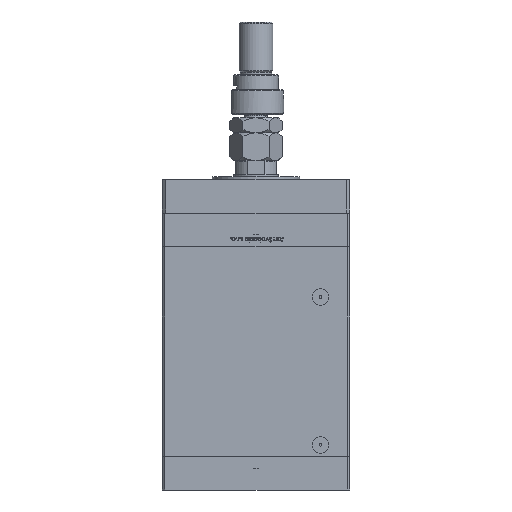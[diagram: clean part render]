
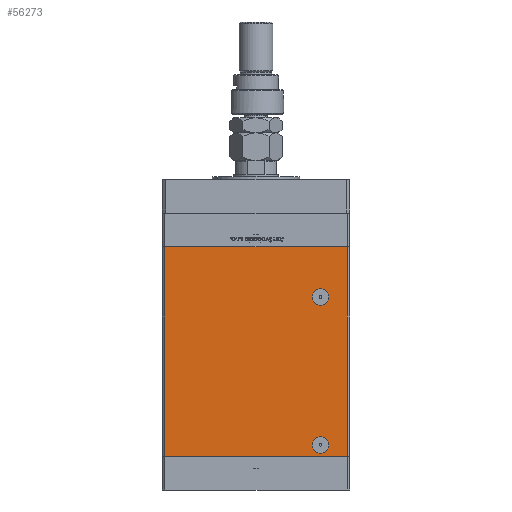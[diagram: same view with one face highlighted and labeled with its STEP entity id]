
A CAD part, front view. The second image highlights one B-rep face of the part: STEP entity #56273.
In plain terms, the highlighted planar face has unit normal (0, -1, 0).
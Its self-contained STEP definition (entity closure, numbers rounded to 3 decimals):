
#61 = DIRECTION ( 'NONE',  ( 0., -1., 0. ) ) ;
#336 = CARTESIAN_POINT ( 'NONE',  ( 51.5, -62.5, 15.58 ) ) ;
#364 = VERTEX_POINT ( 'NONE', #45886 ) ;
#1955 = DIRECTION ( 'NONE',  ( 0., 0., -1. ) ) ;
#3025 = LINE ( 'NONE', #20441, #26579 ) ;
#3172 = VERTEX_POINT ( 'NONE', #23972 ) ;
#3740 = VECTOR ( 'NONE', #46280, 1000. ) ;
#6130 = CIRCLE ( 'NONE', #38063, 6.58 ) ;
#7686 = AXIS2_PLACEMENT_3D ( 'NONE', #53325, #14218, #31654 ) ;
#9638 = VERTEX_POINT ( 'NONE', #56434 ) ;
#10454 = LINE ( 'NONE', #54127, #12609 ) ;
#11393 = CARTESIAN_POINT ( 'NONE',  ( 73., -62.5, 167. ) ) ;
#11580 = EDGE_CURVE ( 'NONE', #3172, #21422, #19746, .T. ) ;
#11582 = ORIENTED_EDGE ( 'NONE', *, *, #13035, .F. ) ;
#12609 = VECTOR ( 'NONE', #40432, 1000. ) ;
#13035 = EDGE_CURVE ( 'NONE', #14178, #18201, #3025, .T. ) ;
#14178 = VERTEX_POINT ( 'NONE', #46257 ) ;
#14218 = DIRECTION ( 'NONE',  ( 0., 1., 0. ) ) ;
#14314 = DIRECTION ( 'NONE',  ( 0., 0., -1. ) ) ;
#14622 = EDGE_LOOP ( 'NONE', ( #55080, #21775, #11582, #56378 ) ) ;
#15443 = EDGE_LOOP ( 'NONE', ( #16935, #53721 ) ) ;
#15971 = ORIENTED_EDGE ( 'NONE', *, *, #28579, .T. ) ;
#16141 = CARTESIAN_POINT ( 'NONE',  ( 73., -62.5, 0. ) ) ;
#16713 = DIRECTION ( 'NONE',  ( 1., 0., 0. ) ) ;
#16935 = ORIENTED_EDGE ( 'NONE', *, *, #32350, .F. ) ;
#18201 = VERTEX_POINT ( 'NONE', #11393 ) ;
#19540 = CIRCLE ( 'NONE', #22138, 6.58 ) ;
#19746 = LINE ( 'NONE', #38290, #3740 ) ;
#20441 = CARTESIAN_POINT ( 'NONE',  ( -73., -62.5, 167. ) ) ;
#20546 = EDGE_LOOP ( 'NONE', ( #15971, #39320 ) ) ;
#20686 = EDGE_CURVE ( 'NONE', #41163, #40691, #19540, .T. ) ;
#21422 = VERTEX_POINT ( 'NONE', #16141 ) ;
#21640 = CIRCLE ( 'NONE', #27126, 6.58 ) ;
#21775 = ORIENTED_EDGE ( 'NONE', *, *, #51535, .F. ) ;
#22138 = AXIS2_PLACEMENT_3D ( 'NONE', #35576, #22992, #49238 ) ;
#22992 = DIRECTION ( 'NONE',  ( 0., -1., 0. ) ) ;
#23972 = CARTESIAN_POINT ( 'NONE',  ( -73., -62.5, 0. ) ) ;
#24681 = DIRECTION ( 'NONE',  ( 0., 1., 0. ) ) ;
#25163 = AXIS2_PLACEMENT_3D ( 'NONE', #53304, #24681, #31634 ) ;
#26579 = VECTOR ( 'NONE', #16713, 1000. ) ;
#27126 = AXIS2_PLACEMENT_3D ( 'NONE', #28496, #45620, #1955 ) ;
#27157 = CARTESIAN_POINT ( 'NONE',  ( 51.5, -62.5, 9. ) ) ;
#28496 = CARTESIAN_POINT ( 'NONE',  ( 51.5, -62.5, 127. ) ) ;
#28579 = EDGE_CURVE ( 'NONE', #9638, #364, #38853, .T. ) ;
#31634 = DIRECTION ( 'NONE',  ( 0., 0., -1. ) ) ;
#31654 = DIRECTION ( 'NONE',  ( 0., 0., 1. ) ) ;
#32044 = EDGE_CURVE ( 'NONE', #364, #9638, #21640, .T. ) ;
#32227 = FACE_BOUND ( 'NONE', #20546, .T. ) ;
#32350 = EDGE_CURVE ( 'NONE', #40691, #41163, #6130, .T. ) ;
#34237 = EDGE_CURVE ( 'NONE', #14178, #3172, #10454, .T. ) ;
#35576 = CARTESIAN_POINT ( 'NONE',  ( 51.5, -62.5, 9. ) ) ;
#36047 = LINE ( 'NONE', #53422, #51405 ) ;
#38063 = AXIS2_PLACEMENT_3D ( 'NONE', #27157, #61, #39717 ) ;
#38290 = CARTESIAN_POINT ( 'NONE',  ( -73., -62.5, 0. ) ) ;
#38853 = CIRCLE ( 'NONE', #25163, 6.58 ) ;
#39320 = ORIENTED_EDGE ( 'NONE', *, *, #32044, .T. ) ;
#39717 = DIRECTION ( 'NONE',  ( 0., 0., -1. ) ) ;
#40432 = DIRECTION ( 'NONE',  ( 0., 0., -1. ) ) ;
#40691 = VERTEX_POINT ( 'NONE', #55151 ) ;
#41163 = VERTEX_POINT ( 'NONE', #336 ) ;
#45620 = DIRECTION ( 'NONE',  ( 0., 1., 0. ) ) ;
#45886 = CARTESIAN_POINT ( 'NONE',  ( 51.5, -62.5, 133.58 ) ) ;
#46257 = CARTESIAN_POINT ( 'NONE',  ( -73., -62.5, 167. ) ) ;
#46280 = DIRECTION ( 'NONE',  ( 1., 0., 0. ) ) ;
#48487 = FACE_OUTER_BOUND ( 'NONE', #14622, .T. ) ;
#49038 = FACE_BOUND ( 'NONE', #15443, .T. ) ;
#49238 = DIRECTION ( 'NONE',  ( 0., 0., -1. ) ) ;
#49613 = PLANE ( 'NONE',  #7686 ) ;
#51405 = VECTOR ( 'NONE', #14314, 1000. ) ;
#51535 = EDGE_CURVE ( 'NONE', #18201, #21422, #36047, .T. ) ;
#53304 = CARTESIAN_POINT ( 'NONE',  ( 51.5, -62.5, 127. ) ) ;
#53325 = CARTESIAN_POINT ( 'NONE',  ( -73., -62.5, 167. ) ) ;
#53422 = CARTESIAN_POINT ( 'NONE',  ( 73., -62.5, 167. ) ) ;
#53721 = ORIENTED_EDGE ( 'NONE', *, *, #20686, .F. ) ;
#54127 = CARTESIAN_POINT ( 'NONE',  ( -73., -62.5, 167. ) ) ;
#55080 = ORIENTED_EDGE ( 'NONE', *, *, #11580, .T. ) ;
#55151 = CARTESIAN_POINT ( 'NONE',  ( 51.5, -62.5, 2.42 ) ) ;
#56273 = ADVANCED_FACE ( 'NONE', ( #49038, #48487, #32227 ), #49613, .F. ) ;
#56378 = ORIENTED_EDGE ( 'NONE', *, *, #34237, .T. ) ;
#56434 = CARTESIAN_POINT ( 'NONE',  ( 51.5, -62.5, 120.42 ) ) ;
